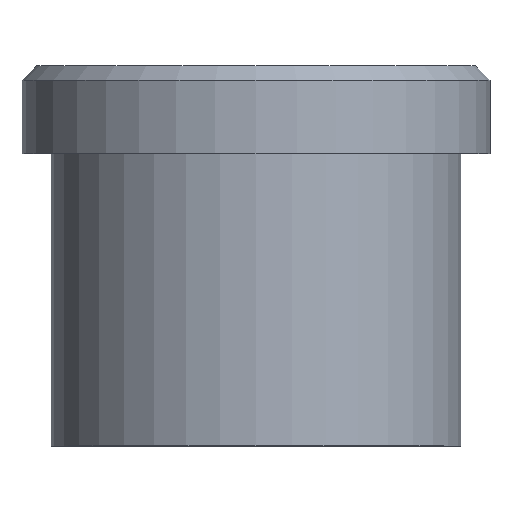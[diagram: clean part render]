
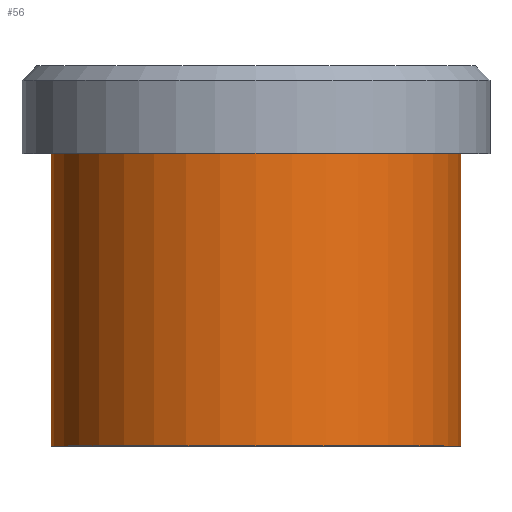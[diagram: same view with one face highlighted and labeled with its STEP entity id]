
A CAD part, top view. The second image highlights one B-rep face of the part: STEP entity #56.
In plain terms, the highlighted cylindrical face has radius 7 mm (diameter 14 mm), a full revolution.
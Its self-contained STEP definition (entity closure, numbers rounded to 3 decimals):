
#56=ADVANCED_FACE('',(#78,#79),#66,.T.);
#66=CYLINDRICAL_SURFACE('',#244,7.);
#78=FACE_BOUND('',#92,.T.);
#79=FACE_BOUND('',#93,.T.);
#92=EDGE_LOOP('',(#140));
#93=EDGE_LOOP('',(#141));
#140=ORIENTED_EDGE('',*,*,#200,.F.);
#141=ORIENTED_EDGE('',*,*,#199,.T.);
#178=VERTEX_POINT('',#369);
#179=VERTEX_POINT('',#372);
#199=EDGE_CURVE('',#178,#178,#217,.T.);
#200=EDGE_CURVE('',#179,#179,#218,.T.);
#217=CIRCLE('',#241,7.);
#218=CIRCLE('',#243,7.);
#241=AXIS2_PLACEMENT_3D('',#368,#299,#300);
#243=AXIS2_PLACEMENT_3D('',#371,#303,#304);
#244=AXIS2_PLACEMENT_3D('',#373,#305,#306);
#299=DIRECTION('',(0.,-1.,0.));
#300=DIRECTION('',(1.,0.,0.));
#303=DIRECTION('',(0.,-1.,0.));
#304=DIRECTION('',(1.,0.,0.));
#305=DIRECTION('',(0.,-1.,0.));
#306=DIRECTION('',(-1.,0.,0.));
#368=CARTESIAN_POINT('',(50.,60.,0.));
#369=CARTESIAN_POINT('',(57.,60.,0.));
#371=CARTESIAN_POINT('',(50.,50.,0.));
#372=CARTESIAN_POINT('',(57.,50.,0.));
#373=CARTESIAN_POINT('',(50.,50.,0.));
